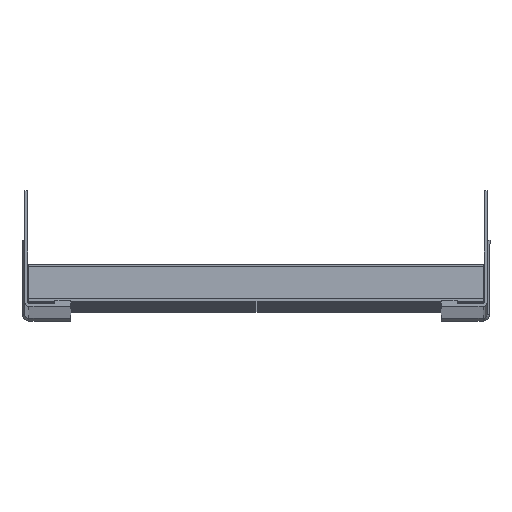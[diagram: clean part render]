
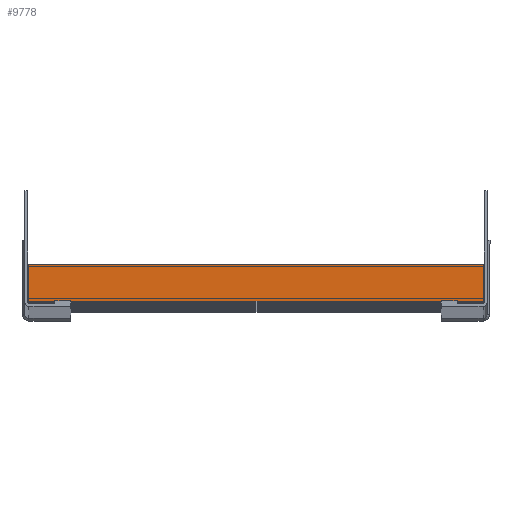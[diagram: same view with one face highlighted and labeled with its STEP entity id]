
A CAD part, top view. The second image highlights one B-rep face of the part: STEP entity #9778.
In plain terms, the highlighted planar face has unit normal (0, 0, 1).
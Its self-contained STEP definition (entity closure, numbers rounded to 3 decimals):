
#855 = CARTESIAN_POINT ( 'NONE',  ( -184.5, -19.309, 1377.21 ) ) ;
#860 = CARTESIAN_POINT ( 'NONE',  ( -196., -19.309, 1377.21 ) ) ;
#864 = CARTESIAN_POINT ( 'NONE',  ( -196., -3.309, 1377.21 ) ) ;
#867 = CARTESIAN_POINT ( 'NONE',  ( 1., -3.309, 1377.21 ) ) ;
#1491 = CARTESIAN_POINT ( 'NONE',  ( 1., -19.309, 1377.21 ) ) ;
#1505 = DIRECTION ( 'NONE',  ( -1., 0., 0. ) ) ;
#1506 = CARTESIAN_POINT ( 'NONE',  ( 1., -19.309, 1377.21 ) ) ;
#1508 = DIRECTION ( 'NONE',  ( -1., 0., 0. ) ) ;
#2160 = CARTESIAN_POINT ( 'NONE',  ( -17.3, -19.309, 1377.21 ) ) ;
#2179 = CARTESIAN_POINT ( 'NONE',  ( -10.5, -19.309, 1377.21 ) ) ;
#2503 = LINE ( 'NONE', #9329, #2512 ) ;
#2509 = LINE ( 'NONE', #9332, #2514 ) ;
#2511 = LINE ( 'NONE', #9337, #2520 ) ;
#2512 = VECTOR ( 'NONE', #9339, 1000. ) ;
#2513 = LINE ( 'NONE', #9342, #2516 ) ;
#2514 = VECTOR ( 'NONE', #9341, 1000. ) ;
#2516 = VECTOR ( 'NONE', #9343, 1000. ) ;
#2520 = VECTOR ( 'NONE', #9347, 1000. ) ;
#2545 = LINE ( 'NONE', #9374, #2548 ) ;
#2548 = VECTOR ( 'NONE', #9376, 1000. ) ;
#2633 = LINE ( 'NONE', #9459, #2635 ) ;
#2635 = VECTOR ( 'NONE', #9401, 1000. ) ;
#3106 = EDGE_LOOP ( 'NONE', ( #4911, #4912, #4913, #4914, #4915, #4916, #4917, #4918 ) ) ;
#3675 = CARTESIAN_POINT ( 'NONE',  ( 1., -19.309, 1377.21 ) ) ;
#3676 = CARTESIAN_POINT ( 'NONE',  ( -177.7, -19.309, 1377.21 ) ) ;
#4187 = LINE ( 'NONE', #1491, #4198 ) ;
#4197 = LINE ( 'NONE', #1506, #4200 ) ;
#4198 = VECTOR ( 'NONE', #1505, 1000. ) ;
#4200 = VECTOR ( 'NONE', #1508, 1000. ) ;
#4911 = ORIENTED_EDGE ( 'NONE', *, *, #8484, .F. ) ;
#4912 = ORIENTED_EDGE ( 'NONE', *, *, #8500, .F. ) ;
#4913 = ORIENTED_EDGE ( 'NONE', *, *, #8483, .T. ) ;
#4914 = ORIENTED_EDGE ( 'NONE', *, *, #10224, .F. ) ;
#4915 = ORIENTED_EDGE ( 'NONE', *, *, #8545, .F. ) ;
#4916 = ORIENTED_EDGE ( 'NONE', *, *, #10225, .F. ) ;
#4917 = ORIENTED_EDGE ( 'NONE', *, *, #8482, .T. ) ;
#4918 = ORIENTED_EDGE ( 'NONE', *, *, #8486, .T. ) ;
#5615 = FACE_OUTER_BOUND ( 'NONE', #3106, .T. ) ;
#5891 = VERTEX_POINT ( 'NONE', #855 ) ;
#5896 = VERTEX_POINT ( 'NONE', #860 ) ;
#5900 = VERTEX_POINT ( 'NONE', #864 ) ;
#5903 = VERTEX_POINT ( 'NONE', #867 ) ;
#8046 = VERTEX_POINT ( 'NONE', #2160 ) ;
#8065 = VERTEX_POINT ( 'NONE', #2179 ) ;
#8482 = EDGE_CURVE ( 'NONE', #9108, #5903, #2503, .T. ) ;
#8483 = EDGE_CURVE ( 'NONE', #5891, #9109, #2509, .T. ) ;
#8484 = EDGE_CURVE ( 'NONE', #5896, #5900, #2513, .T. ) ;
#8486 = EDGE_CURVE ( 'NONE', #5903, #5900, #2511, .T. ) ;
#8500 = EDGE_CURVE ( 'NONE', #5891, #5896, #2545, .T. ) ;
#8545 = EDGE_CURVE ( 'NONE', #8065, #8046, #2633, .T. ) ;
#8815 = AXIS2_PLACEMENT_3D ( 'NONE', #8906, #8915, #8916 ) ;
#8906 = CARTESIAN_POINT ( 'NONE',  ( 1., -19.309, 1377.21 ) ) ;
#8913 = PLANE ( 'NONE',  #8815 ) ;
#8915 = DIRECTION ( 'NONE',  ( 0., 0., 1. ) ) ;
#8916 = DIRECTION ( 'NONE',  ( 0., -1., 0. ) ) ;
#9108 = VERTEX_POINT ( 'NONE', #3675 ) ;
#9109 = VERTEX_POINT ( 'NONE', #3676 ) ;
#9329 = CARTESIAN_POINT ( 'NONE',  ( 1., -19.309, 1377.21 ) ) ;
#9332 = CARTESIAN_POINT ( 'NONE',  ( 1., -19.309, 1377.21 ) ) ;
#9337 = CARTESIAN_POINT ( 'NONE',  ( 1., -3.309, 1377.21 ) ) ;
#9339 = DIRECTION ( 'NONE',  ( 0., 1., 0. ) ) ;
#9341 = DIRECTION ( 'NONE',  ( 1., 0., 0. ) ) ;
#9342 = CARTESIAN_POINT ( 'NONE',  ( -196., -19.309, 1377.21 ) ) ;
#9343 = DIRECTION ( 'NONE',  ( 0., 1., 0. ) ) ;
#9347 = DIRECTION ( 'NONE',  ( -1., 0., 0. ) ) ;
#9374 = CARTESIAN_POINT ( 'NONE',  ( 1., -19.309, 1377.21 ) ) ;
#9376 = DIRECTION ( 'NONE',  ( -1., 0., 0. ) ) ;
#9401 = DIRECTION ( 'NONE',  ( -1., 0., 0. ) ) ;
#9459 = CARTESIAN_POINT ( 'NONE',  ( 1., -19.309, 1377.21 ) ) ;
#9778 = ADVANCED_FACE ( 'NONE', ( #5615 ), #8913, .T. ) ;
#10224 = EDGE_CURVE ( 'NONE', #8046, #9109, #4187, .T. ) ;
#10225 = EDGE_CURVE ( 'NONE', #9108, #8065, #4197, .T. ) ;
